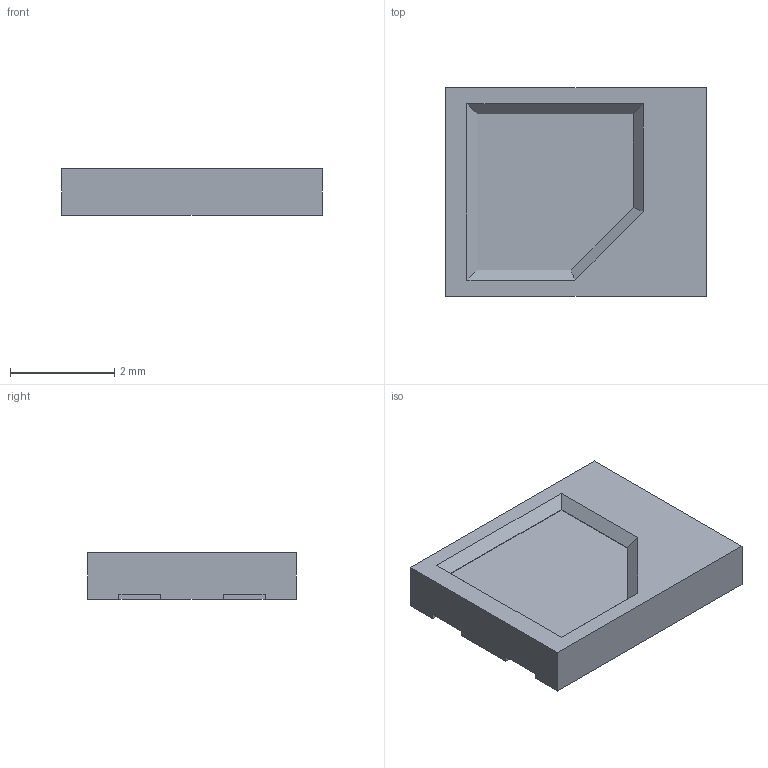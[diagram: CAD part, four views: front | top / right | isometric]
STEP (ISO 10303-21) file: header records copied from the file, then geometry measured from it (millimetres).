
FILE_DESCRIPTION(('FreeCAD Model'),'2;1');
FILE_NAME( 'VEMD5510C.step', '2020-10-13T18:23:02',('Author'),(''), 'Open CASCADE STEP processor 6.8','FreeCAD','Unknown');
FILE_SCHEMA(('AUTOMOTIVE_DESIGN_CC2 { 1 2 10303 214 -1 1 5 4 }'));
Length unit declared in the file: millimetre
Products named in the file (1): Mirrored
Bounding box: 5 x 4 x 0.9 mm (x, y, z)
Volume: 15.9 mm3; surface area: 57.9 mm2
Topology: 1 solids, 1 shells, 33 faces, 85 edges, 55 vertices
Faces by surface type: plane 33
Entity records: 1224 total; most frequent: CARTESIAN_POINT 174, ORIENTED_EDGE 170, DIRECTION 153, EDGE_CURVE 85, LINE 85, VECTOR 85, VERTEX_POINT 55, AXIS2_PLACEMENT_3D 34
